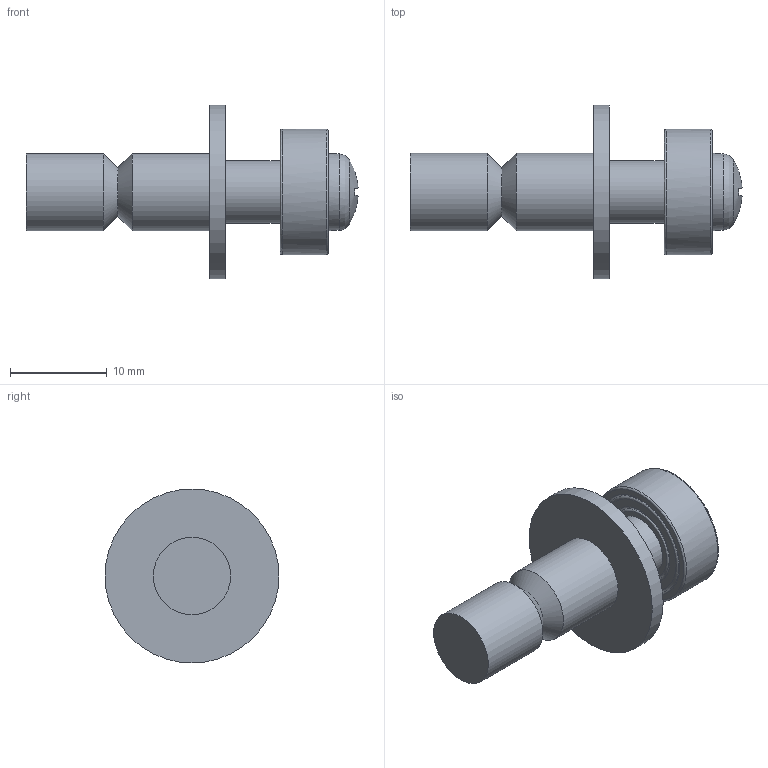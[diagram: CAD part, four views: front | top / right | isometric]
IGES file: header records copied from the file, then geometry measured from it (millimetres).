
Global section: file name: 700026; native system: Autodesk Inventor 2021; preprocessor: unknown; author: Mrówczyńska,,; organization: 11; date: 20221010.092447; units: millimetre
Bounding box: 34.37 x 18 x 18 mm (x, y, z)
Volume: 2115.7 mm3; surface area: 2809.3 mm2
Topology: 13 solids, 13 shells, 85 faces, 248 edges, 180 vertices
Faces by surface type: bspline 85
